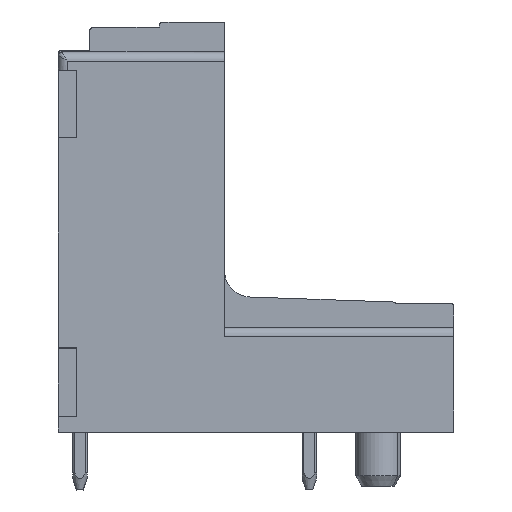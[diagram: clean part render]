
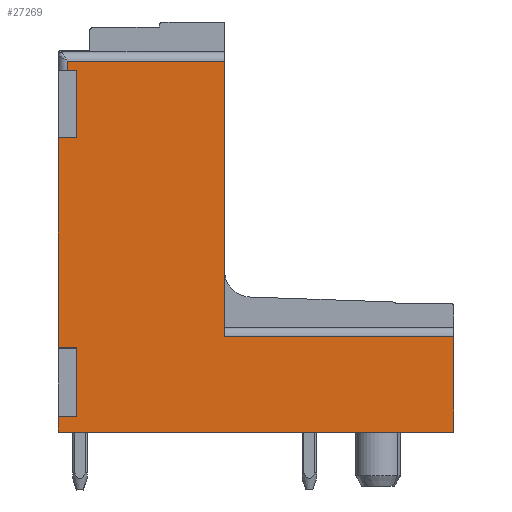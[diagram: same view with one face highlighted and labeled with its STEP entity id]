
A CAD part, left-side view. The second image highlights one B-rep face of the part: STEP entity #27269.
In plain terms, the highlighted planar face has unit normal (-1, 0, 0).
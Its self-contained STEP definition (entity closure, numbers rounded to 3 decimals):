
#27251=AXIS2_PLACEMENT_3D('Plane Axis2P3D',#27248,#27249,#27250) ;
#150=CARTESIAN_POINT('Vertex',(0.,21.9,3.2)) ;
#726=CARTESIAN_POINT('Vertex',(0.,0.,3.2)) ;
#729=CARTESIAN_POINT('Line Origine',(0.,10.95,3.2)) ;
#1072=CARTESIAN_POINT('Line Origine',(0.,21.9,3.635)) ;
#1076=CARTESIAN_POINT('Vertex',(0.,21.9,4.07)) ;
#1146=CARTESIAN_POINT('Vertex',(0.,21.9,7.89)) ;
#1149=CARTESIAN_POINT('Line Origine',(0.,21.9,13.695)) ;
#1153=CARTESIAN_POINT('Vertex',(0.,21.9,19.5)) ;
#2260=CARTESIAN_POINT('Vertex',(0.,12.7,23.74)) ;
#2263=CARTESIAN_POINT('Line Origine',(0.,12.7,16.12)) ;
#2267=CARTESIAN_POINT('Vertex',(0.,12.7,8.5)) ;
#3904=CARTESIAN_POINT('Vertex',(0.,0.,8.5)) ;
#3907=CARTESIAN_POINT('Line Origine',(0.,0.,5.85)) ;
#12540=CARTESIAN_POINT('Vertex',(0.,21.4,23.74)) ;
#21806=CARTESIAN_POINT('Line Origine',(0.,21.4,13.72)) ;
#21810=CARTESIAN_POINT('Vertex',(0.,21.4,23.24)) ;
#21830=CARTESIAN_POINT('Line Origine',(0.,10.95,23.74)) ;
#21842=CARTESIAN_POINT('Line Origine',(0.,21.4,4.07)) ;
#21846=CARTESIAN_POINT('Vertex',(0.,20.9,4.07)) ;
#21864=CARTESIAN_POINT('Line Origine',(0.,20.9,5.98)) ;
#21868=CARTESIAN_POINT('Vertex',(0.,20.9,7.89)) ;
#21883=CARTESIAN_POINT('Line Origine',(0.,21.4,7.89)) ;
#21895=CARTESIAN_POINT('Line Origine',(0.,21.4,19.5)) ;
#21899=CARTESIAN_POINT('Vertex',(0.,20.9,19.5)) ;
#21917=CARTESIAN_POINT('Line Origine',(0.,20.9,21.37)) ;
#21921=CARTESIAN_POINT('Vertex',(0.,20.9,23.24)) ;
#21936=CARTESIAN_POINT('Line Origine',(0.,21.15,23.24)) ;
#26800=CARTESIAN_POINT('Line Origine',(0.,10.95,8.5)) ;
#27248=CARTESIAN_POINT('Axis2P3D Location',(0.,0.,0.)) ;
#730=DIRECTION('Vector Direction',(0.,1.,0.)) ;
#1073=DIRECTION('Vector Direction',(0.,0.,1.)) ;
#1150=DIRECTION('Vector Direction',(0.,0.,1.)) ;
#2264=DIRECTION('Vector Direction',(0.,0.,-1.)) ;
#3908=DIRECTION('Vector Direction',(0.,0.,-1.)) ;
#21807=DIRECTION('Vector Direction',(0.,0.,-1.)) ;
#21831=DIRECTION('Vector Direction',(0.,-1.,0.)) ;
#21843=DIRECTION('Vector Direction',(0.,-1.,0.)) ;
#21865=DIRECTION('Vector Direction',(0.,0.,-1.)) ;
#21884=DIRECTION('Vector Direction',(0.,1.,0.)) ;
#21896=DIRECTION('Vector Direction',(0.,-1.,0.)) ;
#21918=DIRECTION('Vector Direction',(0.,0.,-1.)) ;
#21937=DIRECTION('Vector Direction',(0.,1.,0.)) ;
#26801=DIRECTION('Vector Direction',(0.,-1.,0.)) ;
#27249=DIRECTION('Axis2P3D Direction',(-1.,0.,0.)) ;
#27250=DIRECTION('Axis2P3D XDirection',(0.,-1.,0.)) ;
#731=VECTOR('Line Direction',#730,1.) ;
#1074=VECTOR('Line Direction',#1073,1.) ;
#1151=VECTOR('Line Direction',#1150,1.) ;
#2265=VECTOR('Line Direction',#2264,1.) ;
#3909=VECTOR('Line Direction',#3908,1.) ;
#21808=VECTOR('Line Direction',#21807,1.) ;
#21832=VECTOR('Line Direction',#21831,1.) ;
#21844=VECTOR('Line Direction',#21843,1.) ;
#21866=VECTOR('Line Direction',#21865,1.) ;
#21885=VECTOR('Line Direction',#21884,1.) ;
#21897=VECTOR('Line Direction',#21896,1.) ;
#21919=VECTOR('Line Direction',#21918,1.) ;
#21938=VECTOR('Line Direction',#21937,1.) ;
#26802=VECTOR('Line Direction',#26801,1.) ;
#27254=ORIENTED_EDGE('',*,*,#21940,.T.) ;
#27255=ORIENTED_EDGE('',*,*,#21923,.T.) ;
#27256=ORIENTED_EDGE('',*,*,#21901,.T.) ;
#27257=ORIENTED_EDGE('',*,*,#1155,.T.) ;
#27258=ORIENTED_EDGE('',*,*,#21887,.T.) ;
#27259=ORIENTED_EDGE('',*,*,#21870,.T.) ;
#27260=ORIENTED_EDGE('',*,*,#21848,.T.) ;
#27261=ORIENTED_EDGE('',*,*,#1078,.T.) ;
#27262=ORIENTED_EDGE('',*,*,#733,.T.) ;
#27263=ORIENTED_EDGE('',*,*,#3911,.T.) ;
#27264=ORIENTED_EDGE('',*,*,#26804,.T.) ;
#27265=ORIENTED_EDGE('',*,*,#2269,.F.) ;
#27266=ORIENTED_EDGE('',*,*,#21834,.T.) ;
#27267=ORIENTED_EDGE('',*,*,#21812,.T.) ;
#27269=ADVANCED_FACE('HOUSING',(#27268),#27252,.T.) ;
#733=EDGE_CURVE('',#151,#727,#732,.F.) ;
#1078=EDGE_CURVE('',#1077,#151,#1075,.F.) ;
#1155=EDGE_CURVE('',#1154,#1147,#1152,.F.) ;
#2269=EDGE_CURVE('',#2261,#2268,#2266,.T.) ;
#3911=EDGE_CURVE('',#727,#3905,#3910,.F.) ;
#21812=EDGE_CURVE('',#12541,#21811,#21809,.T.) ;
#21834=EDGE_CURVE('',#2261,#12541,#21833,.F.) ;
#21848=EDGE_CURVE('',#21847,#1077,#21845,.F.) ;
#21870=EDGE_CURVE('',#21869,#21847,#21867,.T.) ;
#21887=EDGE_CURVE('',#1147,#21869,#21886,.F.) ;
#21901=EDGE_CURVE('',#21900,#1154,#21898,.F.) ;
#21923=EDGE_CURVE('',#21922,#21900,#21920,.T.) ;
#21940=EDGE_CURVE('',#21811,#21922,#21939,.F.) ;
#26804=EDGE_CURVE('',#3905,#2268,#26803,.F.) ;
#27253=EDGE_LOOP('',(#27254,#27255,#27256,#27257,#27258,#27259,#27260,#27261,#27262,#27263,#27264,#27265,#27266,#27267)) ;
#27268=FACE_OUTER_BOUND('',#27253,.T.) ;
#732=LINE('Line',#729,#731) ;
#1075=LINE('Line',#1072,#1074) ;
#1152=LINE('Line',#1149,#1151) ;
#2266=LINE('Line',#2263,#2265) ;
#3910=LINE('Line',#3907,#3909) ;
#21809=LINE('Line',#21806,#21808) ;
#21833=LINE('Line',#21830,#21832) ;
#21845=LINE('Line',#21842,#21844) ;
#21867=LINE('Line',#21864,#21866) ;
#21886=LINE('Line',#21883,#21885) ;
#21898=LINE('Line',#21895,#21897) ;
#21920=LINE('Line',#21917,#21919) ;
#21939=LINE('Line',#21936,#21938) ;
#26803=LINE('Line',#26800,#26802) ;
#27252=PLANE('',#27251) ;
#151=VERTEX_POINT('',#150) ;
#727=VERTEX_POINT('',#726) ;
#1077=VERTEX_POINT('',#1076) ;
#1147=VERTEX_POINT('',#1146) ;
#1154=VERTEX_POINT('',#1153) ;
#2261=VERTEX_POINT('',#2260) ;
#2268=VERTEX_POINT('',#2267) ;
#3905=VERTEX_POINT('',#3904) ;
#12541=VERTEX_POINT('',#12540) ;
#21811=VERTEX_POINT('',#21810) ;
#21847=VERTEX_POINT('',#21846) ;
#21869=VERTEX_POINT('',#21868) ;
#21900=VERTEX_POINT('',#21899) ;
#21922=VERTEX_POINT('',#21921) ;
